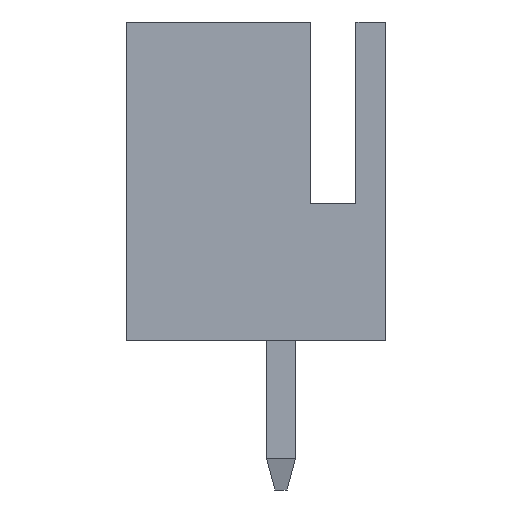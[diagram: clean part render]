
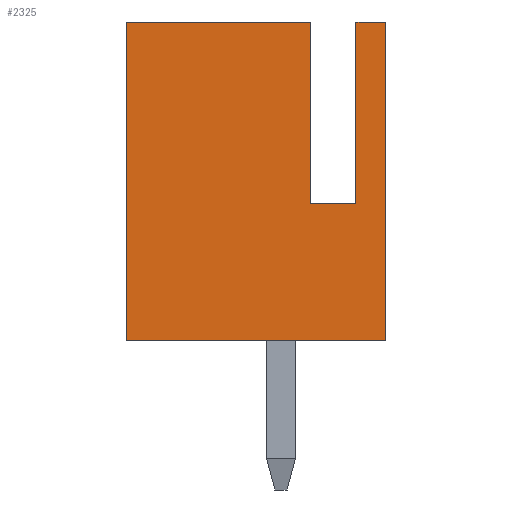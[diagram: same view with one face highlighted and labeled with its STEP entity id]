
A CAD part, left-side view. The second image highlights one B-rep face of the part: STEP entity #2325.
In plain terms, the highlighted planar face has unit normal (-1, 0, 0).
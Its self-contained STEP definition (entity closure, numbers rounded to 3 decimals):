
#247 = VECTOR ( 'NONE', #3577, 1000. ) ;
#308 = VECTOR ( 'NONE', #14236, 1000. ) ;
#330 = CARTESIAN_POINT ( 'NONE',  ( -17.55, 1.65, 7. ) ) ;
#383 = VERTEX_POINT ( 'NONE', #5037 ) ;
#760 = DIRECTION ( 'NONE',  ( 0., 0., -1. ) ) ;
#1558 = ORIENTED_EDGE ( 'NONE', *, *, #3252, .F. ) ;
#1707 = VECTOR ( 'NONE', #7185, 1000. ) ;
#2325 = ADVANCED_FACE ( 'NONE', ( #12309 ), #14948, .F. ) ;
#2459 = VERTEX_POINT ( 'NONE', #10792 ) ;
#3143 = EDGE_CURVE ( 'NONE', #5719, #9893, #11845, .T. ) ;
#3252 = EDGE_CURVE ( 'NONE', #11695, #383, #9861, .T. ) ;
#3267 = DIRECTION ( 'NONE',  ( 0., -1., 0. ) ) ;
#3577 = DIRECTION ( 'NONE',  ( 0., -1., 0. ) ) ;
#3596 = DIRECTION ( 'NONE',  ( 0., 0., -1. ) ) ;
#3806 = EDGE_CURVE ( 'NONE', #11716, #11695, #11438, .T. ) ;
#3905 = VERTEX_POINT ( 'NONE', #12636 ) ;
#4054 = CARTESIAN_POINT ( 'NONE',  ( -17.55, 5.7, 7. ) ) ;
#4061 = EDGE_CURVE ( 'NONE', #11716, #3905, #14953, .T. ) ;
#4188 = DIRECTION ( 'NONE',  ( 0., -1., 0. ) ) ;
#4312 = ORIENTED_EDGE ( 'NONE', *, *, #3143, .T. ) ;
#4811 = ORIENTED_EDGE ( 'NONE', *, *, #4061, .T. ) ;
#5037 = CARTESIAN_POINT ( 'NONE',  ( -17.55, 0., 7. ) ) ;
#5308 = VECTOR ( 'NONE', #4188, 1000. ) ;
#5695 = DIRECTION ( 'NONE',  ( 0., 0., 1. ) ) ;
#5719 = VERTEX_POINT ( 'NONE', #14519 ) ;
#6016 = LINE ( 'NONE', #13956, #247 ) ;
#6595 = ORIENTED_EDGE ( 'NONE', *, *, #6819, .T. ) ;
#6615 = VECTOR ( 'NONE', #13751, 1000. ) ;
#6819 = EDGE_CURVE ( 'NONE', #9893, #10135, #11303, .T. ) ;
#7007 = CARTESIAN_POINT ( 'NONE',  ( -17.55, 5.7, 7. ) ) ;
#7185 = DIRECTION ( 'NONE',  ( 0., 0., -1. ) ) ;
#7462 = AXIS2_PLACEMENT_3D ( 'NONE', #13818, #14725, #760 ) ;
#8384 = ORIENTED_EDGE ( 'NONE', *, *, #13990, .F. ) ;
#8444 = CARTESIAN_POINT ( 'NONE',  ( -17.55, 0.65, 7. ) ) ;
#8554 = CARTESIAN_POINT ( 'NONE',  ( -17.55, 0., 7. ) ) ;
#9272 = ORIENTED_EDGE ( 'NONE', *, *, #10734, .F. ) ;
#9449 = LINE ( 'NONE', #330, #1707 ) ;
#9457 = LINE ( 'NONE', #8554, #308 ) ;
#9563 = CARTESIAN_POINT ( 'NONE',  ( -17.55, 0.65, 3. ) ) ;
#9861 = LINE ( 'NONE', #4054, #5308 ) ;
#9893 = VERTEX_POINT ( 'NONE', #12533 ) ;
#10135 = VERTEX_POINT ( 'NONE', #14254 ) ;
#10734 = EDGE_CURVE ( 'NONE', #5719, #2459, #6016, .T. ) ;
#10792 = CARTESIAN_POINT ( 'NONE',  ( -17.55, 1.65, 7. ) ) ;
#11151 = EDGE_CURVE ( 'NONE', #2459, #3905, #9449, .T. ) ;
#11206 = CARTESIAN_POINT ( 'NONE',  ( -17.55, 0.65, 7. ) ) ;
#11303 = LINE ( 'NONE', #14709, #14202 ) ;
#11372 = EDGE_LOOP ( 'NONE', ( #13154, #4811, #13454, #9272, #4312, #6595, #8384, #1558 ) ) ;
#11438 = LINE ( 'NONE', #11206, #13788 ) ;
#11695 = VERTEX_POINT ( 'NONE', #8444 ) ;
#11716 = VERTEX_POINT ( 'NONE', #9563 ) ;
#11845 = LINE ( 'NONE', #7007, #14759 ) ;
#12309 = FACE_OUTER_BOUND ( 'NONE', #11372, .T. ) ;
#12533 = CARTESIAN_POINT ( 'NONE',  ( -17.55, 5.7, 0. ) ) ;
#12636 = CARTESIAN_POINT ( 'NONE',  ( -17.55, 1.65, 3. ) ) ;
#13154 = ORIENTED_EDGE ( 'NONE', *, *, #3806, .F. ) ;
#13454 = ORIENTED_EDGE ( 'NONE', *, *, #11151, .F. ) ;
#13751 = DIRECTION ( 'NONE',  ( 0., 1., 0. ) ) ;
#13788 = VECTOR ( 'NONE', #5695, 1000. ) ;
#13818 = CARTESIAN_POINT ( 'NONE',  ( -17.55, 5.7, 7. ) ) ;
#13956 = CARTESIAN_POINT ( 'NONE',  ( -17.55, 5.7, 7. ) ) ;
#13990 = EDGE_CURVE ( 'NONE', #383, #10135, #9457, .T. ) ;
#14202 = VECTOR ( 'NONE', #3267, 1000. ) ;
#14236 = DIRECTION ( 'NONE',  ( 0., 0., -1. ) ) ;
#14254 = CARTESIAN_POINT ( 'NONE',  ( -17.55, 0., 0. ) ) ;
#14519 = CARTESIAN_POINT ( 'NONE',  ( -17.55, 5.7, 7. ) ) ;
#14709 = CARTESIAN_POINT ( 'NONE',  ( -17.55, 5.7, 0. ) ) ;
#14725 = DIRECTION ( 'NONE',  ( 1., 0., 0. ) ) ;
#14759 = VECTOR ( 'NONE', #3596, 1000. ) ;
#14792 = CARTESIAN_POINT ( 'NONE',  ( -17.55, 5.7, 3. ) ) ;
#14948 = PLANE ( 'NONE',  #7462 ) ;
#14953 = LINE ( 'NONE', #14792, #6615 ) ;
